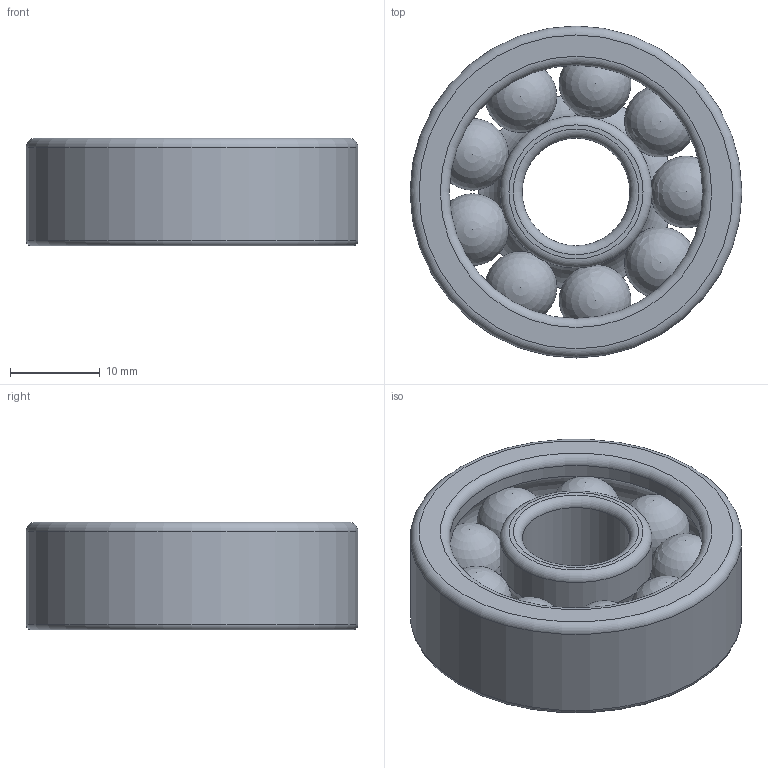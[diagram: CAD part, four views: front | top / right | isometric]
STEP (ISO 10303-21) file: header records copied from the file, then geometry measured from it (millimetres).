
FILE_DESCRIPTION(('FreeCAD Model'),'2;1');
FILE_NAME('DIN628_AngBallBearing_12-37-12_Typ7301.step', '2020-09-15T12:51:32',('Author'),(''), 'Open CASCADE STEP processor 7.3','FreeCAD','Unknown');
FILE_SCHEMA(('AUTOMOTIVE_DESIGN { 1 0 10303 214 1 1 1 1 }'));
Length unit declared in the file: millimetre
Products named in the file (4): DIN628_AngBallBearing_12-37-12_Typ7301; InnerRing; OuterRing; BallArray
Assembly tree (3 placements, depth 2):
  DIN628_AngBallBearing_12-37-12_Typ7301
    InnerRing
    OuterRing
    BallArray
Bounding box: 37 x 37 x 12 mm (x, y, z)
Volume: 7879.2 mm3; surface area: 6565.5 mm2
Topology: 11 solids, 11 shells, 28 faces, 97 edges, 163 vertices
Faces by surface type: torus 9, sphere 9, cylinder 6, plane 4
Full cylindrical faces by diameter (mm): 12 x1, 16.95 x1, 21.75 x1, 28.25 x1, 32.05 x1, 37 x1
Entity records: 1515 total; most frequent: CARTESIAN_POINT 634, DIRECTION 162, AXIS2_PLACEMENT_3D 78, ORIENTED_EDGE 68, CIRCLE 46, GEOMETRIC_CURVE_SET 37, EDGE_CURVE 34, FACE_BOUND 32
